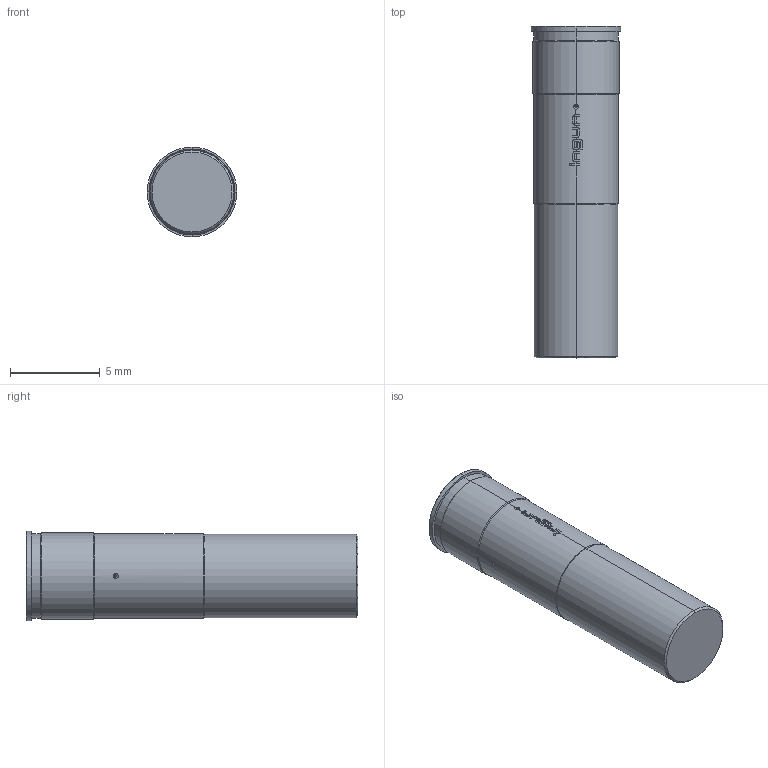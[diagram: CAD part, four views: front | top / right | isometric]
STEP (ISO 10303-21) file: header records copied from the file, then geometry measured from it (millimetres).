
FILE_DESCRIPTION (( 'STEP AP203' ), '1' );
FILE_NAME ('INGUN_KS-445_M4-R.STEP', '2025-02-25T12:19:22', ( '' ), ( '' ), 'SwSTEP 2.0', 'SolidWorks 2023', '' );
FILE_SCHEMA (( 'CONFIG_CONTROL_DESIGN' ));
Length unit declared in the file: millimetre
Products named in the file (1): INGUN_KS-445_M4-R
Bounding box: 5 x 18.5 x 5 mm (x, y, z)
Volume: 320.6 mm3; surface area: 311.5 mm2
Topology: 1 solids, 1 shells, 107 faces, 287 edges, 186 vertices
Faces by surface type: plane 47, bspline 22, cylinder 20, cone 10, torus 8
Entity records: 3930 total; most frequent: CARTESIAN_POINT 1345, ORIENTED_EDGE 574, DIRECTION 459, EDGE_CURVE 287, VERTEX_POINT 186, AXIS2_PLACEMENT_3D 184, EDGE_LOOP 111, FACE_OUTER_BOUND 107
